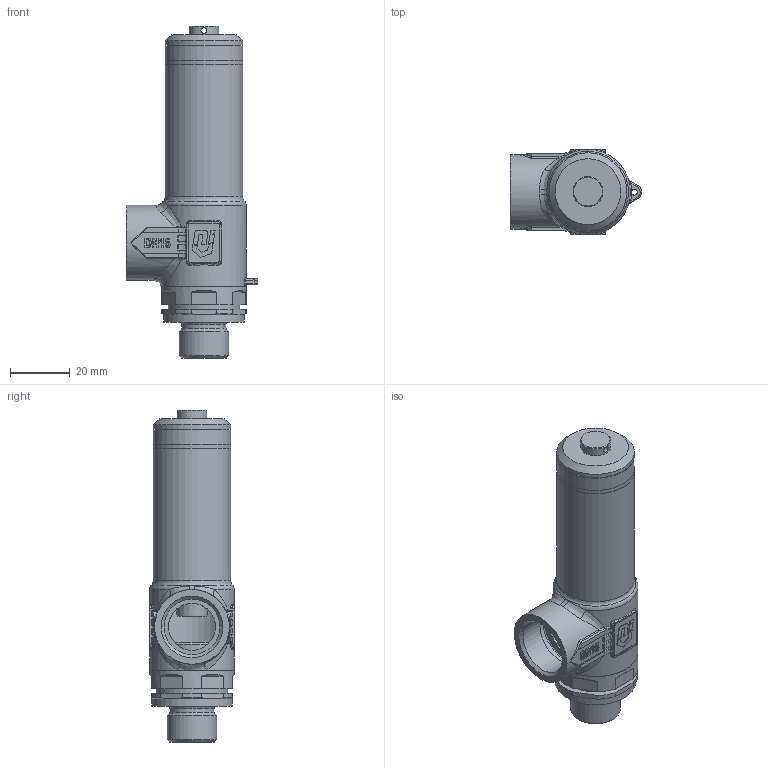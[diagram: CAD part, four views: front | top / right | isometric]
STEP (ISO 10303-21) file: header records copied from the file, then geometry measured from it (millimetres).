
FILE_DESCRIPTION(('HOOPS Exchange Step'),'2;1');
FILE_NAME('SV14-DN10-10-15.stp','2026-02-20T11:19:40+01:00',('nieru'),('Unknown organisation'),'HOOPS Exchange 2024.2','HOOPS Exchange','Unknown authorisation');
FILE_SCHEMA( ('AP203_CONFIGURATION_CONTROLLED_3D_DESIGN_OF_MECHANICAL_PARTS_AND_ASSEMBLIES_MIM_LF') );
Length unit declared in the file: millimetre
Products named in the file (2): 0; root
Assembly tree (1 placements, depth 2):
  root
    0
Bounding box: 44 x 28.6 x 111 mm (x, y, z)
Volume: 34563.3 mm3; surface area: 23675.6 mm2
Topology: 4 solids, 4 shells, 510 faces, 1384 edges, 915 vertices
Faces by surface type: plane 251, cylinder 111, bspline 86, torus 35, cone 23, sphere 4
Full cylindrical faces by diameter (mm): 2 x2, 2.817 x2, 7.5 x1, 8.2 x1, 10 x1, 14.7 x1, 15.7 x1, 16.6 x1, 18 x1, 18.6 x1, 19 x1, 19.9 x2, 20.4 x1, 20.5 x1, 21.2 x1, 22 x2, 22.45 x1, 22.55 x1, 24 x3, 25 x2, 25.45 x1, 25.9 x1, 26 x3, 27 x1, 28.3 x1
Entity records: 22237 total; most frequent: CARTESIAN_POINT 9842, ORIENTED_EDGE 2754, DIRECTION 2307, EDGE_CURVE 1377, VERTEX_POINT 915, AXIS2_PLACEMENT_3D 816, VECTOR 675, LINE 675
